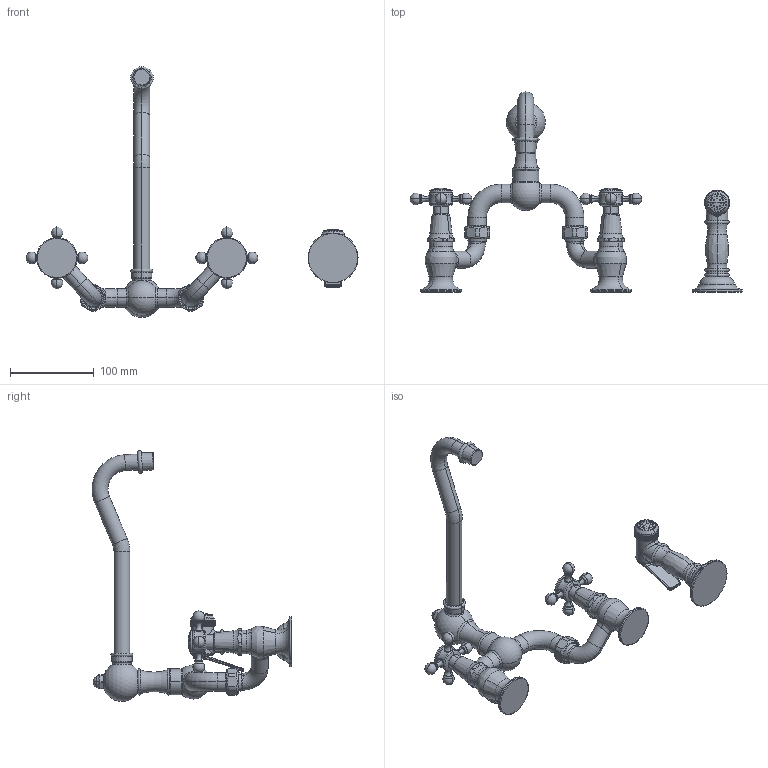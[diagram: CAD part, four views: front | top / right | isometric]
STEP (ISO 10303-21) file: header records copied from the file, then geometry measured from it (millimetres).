
FILE_DESCRIPTION((''),'2;1');
FILE_NAME('9452-1','2021-02-26T12:03:16',('rsmith'),(''),'CREO PARAMETRIC BY PTC INC, 2018400','CREO PARAMETRIC BY PTC INC, 2018400','');
FILE_SCHEMA(('AUTOMOTIVE_DESIGN { 1 0 10303 214 1 1 1 1 }'));
Length unit declared in the file: inch
Products named in the file (1): 9452-1
Bounding box: 397.07 x 239.09 x 299.96 mm (x, y, z)
Volume: 606833.9 mm3; surface area: 120127.8 mm2
Topology: 5 solids, 8 shells, 1145 faces, 2943 edges, 1839 vertices
Faces by surface type: plane 426, cylinder 329, torus 169, bspline 97, cone 76, sphere 40, extrusion 8
Entity records: 66947 total; most frequent: CARTESIAN_POINT 20819, ORIENTED_EDGE 5842, DIRECTION 5727, PRESENTATION_STYLE_ASSIGNMENT 3984, STYLED_ITEM 2934, CURVE_STYLE 2921, EDGE_CURVE 2921, AXIS2_PLACEMENT_3D 2318
